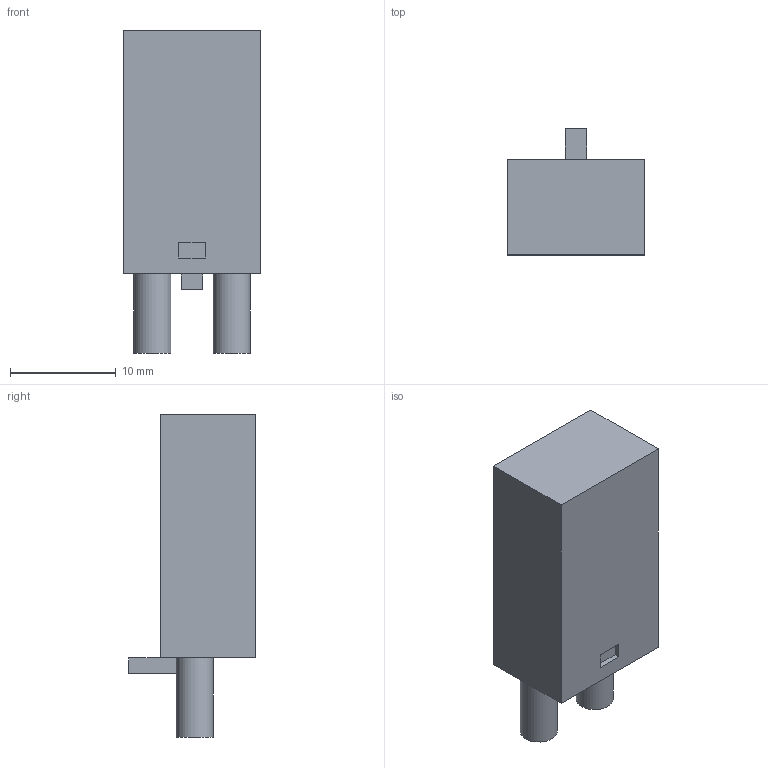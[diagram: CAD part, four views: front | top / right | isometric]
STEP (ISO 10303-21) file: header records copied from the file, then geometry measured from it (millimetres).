
FILE_DESCRIPTION(/* description */ (''),/* implementation_level */ '2;1');
FILE_NAME(/* name */ 'AMB-D.stp',/* time_stamp */ '2023-07-03T16:14:41+08:00',/* author */ (''),/* organization */ (''),/* preprocessor_version */ 'ST-DEVELOPER v16',/* originating_system */ 'SIEMENS PLM Software NX 10.0',/* authorisation */ '');
FILE_SCHEMA (('AP203_CONFIGURATION_CONTROLLED_3D_DESIGN_OF_MECHANICAL_PARTS_AND_ASSEMBLIES_MIM_LF { 1 0 10303 403 2 1 2}'));
Length unit declared in the file: millimetre
Products named in the file (1): AMB-D
Bounding box: 13 x 12 x 30.5 mm (x, y, z)
Volume: 2847.7 mm3; surface area: 1458.9 mm2
Topology: 1 solids, 1 shells, 31 faces, 70 edges, 46 vertices
Faces by surface type: plane 29, cylinder 2
Full cylindrical faces by diameter (mm): 3.5 x2
Entity records: 926 total; most frequent: CARTESIAN_POINT 146, ORIENTED_EDGE 136, DIRECTION 136, EDGE_CURVE 68, LINE 64, VECTOR 64, VERTEX_POINT 46, EDGE_LOOP 38
